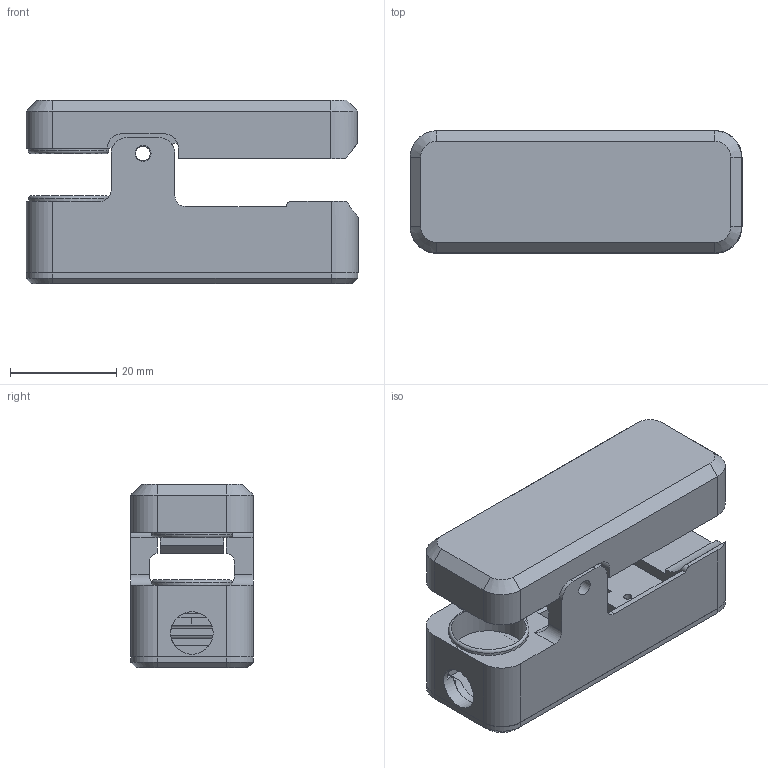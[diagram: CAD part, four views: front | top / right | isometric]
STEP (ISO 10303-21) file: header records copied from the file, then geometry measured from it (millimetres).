
FILE_DESCRIPTION(/* description */ (''),/* implementation_level */ '2;1');
FILE_NAME(/* name */ 'PulseOximeterClip STEP.step',/* time_stamp */ '2023-05-15T09:08:40-04:00',/* author */ (''),/* organization */ (''),/* preprocessor_version */ 'ST-DEVELOPER v19.2',/* originating_system */ 'Autodesk Translation Framework v12.4.0.73',/* authorisation */ '');
FILE_SCHEMA (('AUTOMOTIVE_DESIGN { 1 0 10303 214 3 1 1 }'));
Length unit declared in the file: inch
Products named in the file (5): PulseOxi; whole; Top; Body; Bottom
Assembly tree (4 placements, depth 3):
  PulseOxi
    whole
      Top
      Body
      Bottom
Bounding box: 62.47 x 23.03 x 34.48 mm (x, y, z)
Volume: 22326.6 mm3; surface area: 16039.6 mm2
Topology: 3 solids, 3 shells, 266 faces, 695 edges, 439 vertices
Faces by surface type: plane 150, cylinder 90, cone 12, torus 8, bspline 4, sphere 2
Full cylindrical faces by diameter (mm): 1.524 x2, 2.8 x2, 3 x2, 5 x1, 14.1 x2, 15.1 x1, 15.192 x1
Entity records: 8518 total; most frequent: CARTESIAN_POINT 1720, DIRECTION 1406, ORIENTED_EDGE 1390, EDGE_CURVE 695, AXIS2_PLACEMENT_3D 472, LINE 462, VECTOR 462, VERTEX_POINT 439
